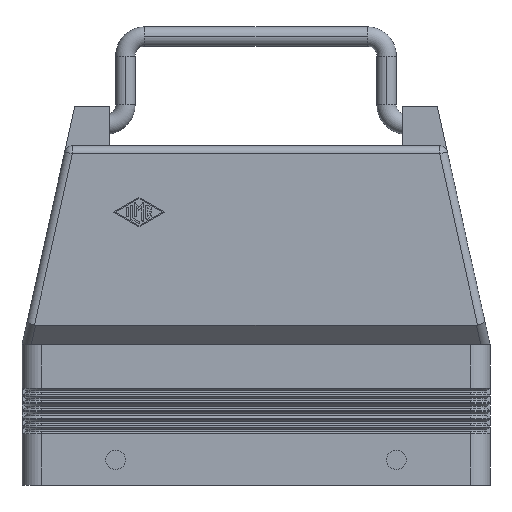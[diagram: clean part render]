
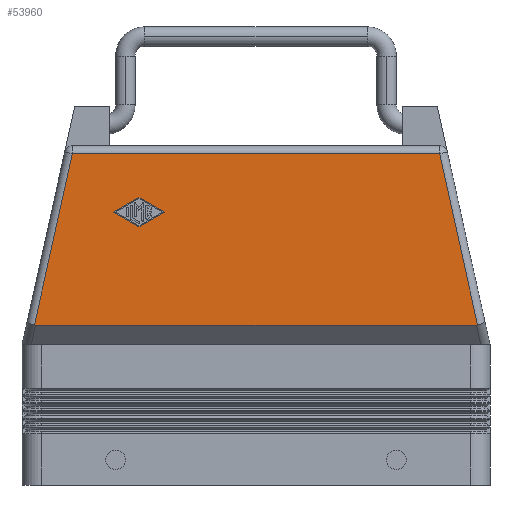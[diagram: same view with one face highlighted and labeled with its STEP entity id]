
A CAD part, front view. The second image highlights one B-rep face of the part: STEP entity #53960.
In plain terms, the highlighted planar face has unit normal (0, -1, 0).
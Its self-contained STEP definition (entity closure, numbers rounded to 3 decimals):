
#7560=CARTESIAN_POINT('',(56.836,-26.5,41.033));
#7570=VERTEX_POINT('',#7560);
#7600=CARTESIAN_POINT('',(47.088,-26.5,85.));
#7610=DIRECTION('',(0.216,0.,-0.976));
#7620=VECTOR('',#7610,45.034);
#7630=LINE('',#7600,#7620);
#7640=CARTESIAN_POINT('',(47.088,-26.5,85.));
#7650=VERTEX_POINT('',#7640);
#7660=EDGE_CURVE('',#7650,#7570,#7630,.T.);
#7900=CARTESIAN_POINT('',(-56.216,-26.5,43.828));
#7910=DIRECTION('',(0.,1.,0.));
#7920=DIRECTION('',(-0.216,0.,
-0.976));
#7930=AXIS2_PLACEMENT_3D('',#7900,#7910,#7920);
#7940=ELLIPSE('',#7930,2.863,2.);
#7950=CARTESIAN_POINT('',(-56.529,-26.5,41.));
#7960=VERTEX_POINT('',#7950);
#7970=CARTESIAN_POINT('',(-56.836,-26.5,41.033));
#7980=VERTEX_POINT('',#7970);
#7990=EDGE_CURVE('',#7960,#7980,#7940,.T.);
#10180=CARTESIAN_POINT('',(-47.088,-26.5,85.));
#10190=DIRECTION('',(1.,0.,0.));
#10200=VECTOR('',#10190,94.177);
#10210=LINE('',#10180,#10200);
#10220=CARTESIAN_POINT('',(-47.088,-26.5,85.));
#10230=VERTEX_POINT('',#10220);
#10240=EDGE_CURVE('',#10230,#7650,#10210,.T.);
#10630=CARTESIAN_POINT('',(-56.836,-26.5,41.033));
#10640=DIRECTION('',(0.216,0.,0.976));
#10650=VECTOR('',#10640,45.034);
#10660=LINE('',#10630,#10650);
#10670=EDGE_CURVE('',#7980,#10230,#10660,.T.);
#12760=CARTESIAN_POINT('',(56.529,-26.5,41.));
#12770=VERTEX_POINT('',#12760);
#12820=CARTESIAN_POINT('',(56.216,-26.5,43.828));
#12830=DIRECTION('',(0.,1.,0.));
#12840=DIRECTION('',(0.216,0.,-0.976));
#12850=AXIS2_PLACEMENT_3D('',#12820,#12830,#12840);
#12860=ELLIPSE('',#12850,2.863,2.);
#12870=EDGE_CURVE('',#7570,#12770,#12860,.T.);
#44190=CARTESIAN_POINT('',(-30.,-26.5,73.749));
#44200=VERTEX_POINT('',#44190);
#44250=CARTESIAN_POINT('',(-30.,-26.5,73.749));
#44260=DIRECTION('',(0.866,0.,-0.5));
#44270=VECTOR('',#44260,7.504);
#44280=LINE('',#44250,#44270);
#44290=CARTESIAN_POINT('',(-23.5,-26.5,70.));
#44300=VERTEX_POINT('',#44290);
#44310=EDGE_CURVE('',#44200,#44300,#44280,.T.);
#44630=CARTESIAN_POINT('',(-23.5,-26.5,70.));
#44640=DIRECTION('',(-0.866,0.,-0.5));
#44650=VECTOR('',#44640,7.504);
#44660=LINE('',#44630,#44650);
#44670=CARTESIAN_POINT('',(-30.,-26.5,66.251));
#44680=VERTEX_POINT('',#44670);
#44690=EDGE_CURVE('',#44300,#44680,#44660,.T.);
#45010=CARTESIAN_POINT('',(-30.,-26.5,66.251));
#45020=DIRECTION('',(-0.866,0.,0.5));
#45030=VECTOR('',#45020,7.504);
#45040=LINE('',#45010,#45030);
#45050=CARTESIAN_POINT('',(-36.5,-26.5,70.));
#45060=VERTEX_POINT('',#45050);
#45070=EDGE_CURVE('',#44680,#45060,#45040,.T.);
#45390=CARTESIAN_POINT('',(-36.5,-26.5,70.));
#45400=DIRECTION('',(0.866,0.,0.5));
#45410=VECTOR('',#45400,7.504);
#45420=LINE('',#45390,#45410);
#45430=EDGE_CURVE('',#45060,#44200,#45420,.T.);
#53720=CARTESIAN_POINT('',(0.,-26.5,59.708));
#53730=DIRECTION('',(0.,1.,0.));
#53740=DIRECTION('',(0.,0.,1.));
#53750=AXIS2_PLACEMENT_3D('',#53720,#53730,#53740);
#53760=PLANE('',#53750);
#53770=ORIENTED_EDGE('',*,*,#10670,.F.);
#53780=ORIENTED_EDGE('',*,*,#10240,.F.);
#53790=ORIENTED_EDGE('',*,*,#7660,.F.);
#53800=ORIENTED_EDGE('',*,*,#12870,.F.);
#53810=CARTESIAN_POINT('',(56.529,-26.5,41.));
#53820=DIRECTION('',(-1.,0.,0.));
#53830=VECTOR('',#53820,113.059);
#53840=LINE('',#53810,#53830);
#53850=EDGE_CURVE('',#12770,#7960,#53840,.T.);
#53860=ORIENTED_EDGE('',*,*,#53850,.F.);
#53870=ORIENTED_EDGE('',*,*,#7990,.F.);
#53880=EDGE_LOOP('',(#53870,#53860,#53800,#53790,#53780,#53770));
#53890=FACE_OUTER_BOUND('',#53880,.T.);
#53900=ORIENTED_EDGE('',*,*,#45430,.T.);
#53910=ORIENTED_EDGE('',*,*,#45070,.T.);
#53920=ORIENTED_EDGE('',*,*,#44690,.T.);
#53930=ORIENTED_EDGE('',*,*,#44310,.T.);
#53940=EDGE_LOOP('',(#53930,#53920,#53910,#53900));
#53950=FACE_BOUND('',#53940,.T.);
#53960=ADVANCED_FACE('',(#53890,#53950),#53760,.F.);
